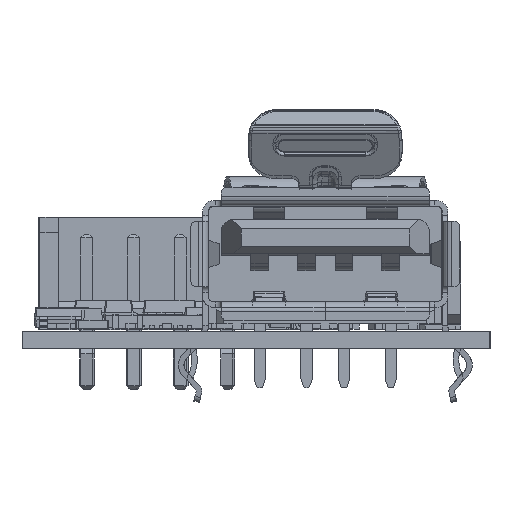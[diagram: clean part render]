
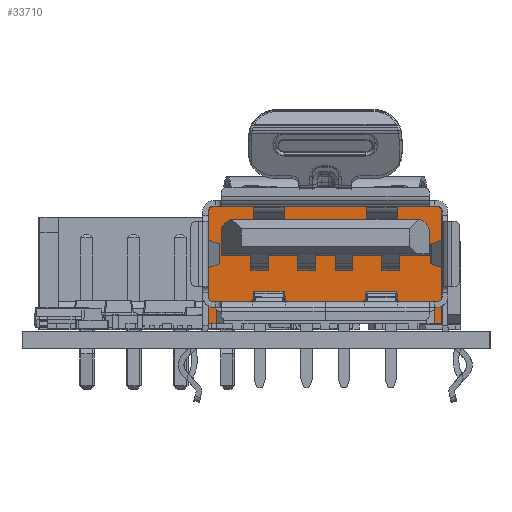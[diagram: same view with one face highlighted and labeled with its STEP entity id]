
A CAD part, left-side view. The second image highlights one B-rep face of the part: STEP entity #33710.
In plain terms, the highlighted face is planar.
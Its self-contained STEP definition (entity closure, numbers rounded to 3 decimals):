
#30639 = VERTEX_POINT('',#30640);
#30640 = CARTESIAN_POINT('',(-6.23,8.08,-5.228));
#30647 = EDGE_CURVE('',#30648,#30639,#30650,.T.);
#30648 = VERTEX_POINT('',#30649);
#30649 = CARTESIAN_POINT('',(-5.95,8.08,-5.42));
#30650 = CIRCLE('',#30651,0.3);
#30651 = AXIS2_PLACEMENT_3D('',#30652,#30653,#30654);
#30652 = CARTESIAN_POINT('',(-5.95,8.08,-5.12));
#30653 = DIRECTION('',(-0.,1.,0.));
#30654 = DIRECTION('',(1.,0.,0.));
#30671 = VERTEX_POINT('',#30672);
#30672 = CARTESIAN_POINT('',(-6.23,8.08,-5.651));
#31343 = EDGE_CURVE('',#31344,#30671,#31346,.T.);
#31344 = VERTEX_POINT('',#31345);
#31345 = CARTESIAN_POINT('',(-5.95,8.08,-5.72));
#31346 = CIRCLE('',#31347,0.6);
#31347 = AXIS2_PLACEMENT_3D('',#31348,#31349,#31350);
#31348 = CARTESIAN_POINT('',(-5.95,8.08,-5.12));
#31349 = DIRECTION('',(-0.,1.,0.));
#31350 = DIRECTION('',(1.,0.,0.));
#32079 = VERTEX_POINT('',#32080);
#32080 = CARTESIAN_POINT('',(6.23,8.08,-5.651));
#32090 = VERTEX_POINT('',#32091);
#32091 = CARTESIAN_POINT('',(5.95,8.08,-5.72));
#32097 = EDGE_CURVE('',#32079,#32090,#32098,.T.);
#32098 = CIRCLE('',#32099,0.6);
#32099 = AXIS2_PLACEMENT_3D('',#32100,#32101,#32102);
#32100 = CARTESIAN_POINT('',(5.95,8.08,-5.12));
#32101 = DIRECTION('',(0.,1.,0.));
#32102 = DIRECTION('',(1.,-0.,0.));
#32114 = VERTEX_POINT('',#32115);
#32115 = CARTESIAN_POINT('',(6.23,8.08,-5.228));
#32710 = VERTEX_POINT('',#32711);
#32711 = CARTESIAN_POINT('',(5.95,8.08,-5.42));
#32717 = EDGE_CURVE('',#32114,#32710,#32718,.T.);
#32718 = CIRCLE('',#32719,0.3);
#32719 = AXIS2_PLACEMENT_3D('',#32720,#32721,#32722);
#32720 = CARTESIAN_POINT('',(5.95,8.08,-5.12));
#32721 = DIRECTION('',(-0.,1.,0.));
#32722 = DIRECTION('',(1.,0.,0.));
#32967 = VERTEX_POINT('',#32968);
#32968 = CARTESIAN_POINT('',(-6.23,8.08,-0.61));
#32985 = VERTEX_POINT('',#32986);
#32986 = CARTESIAN_POINT('',(-6.23,8.08,-6.6));
#32992 = EDGE_CURVE('',#32985,#30671,#32993,.T.);
#32993 = LINE('',#32994,#32995);
#32994 = CARTESIAN_POINT('',(-6.23,8.08,-3.455));
#32995 = VECTOR('',#32996,1.);
#32996 = DIRECTION('',(0.,0.,1.));
#32999 = EDGE_CURVE('',#30639,#32967,#33000,.T.);
#33000 = LINE('',#33001,#33002);
#33001 = CARTESIAN_POINT('',(-6.23,8.08,-3.455));
#33002 = VECTOR('',#33003,1.);
#33003 = DIRECTION('',(0.,0.,1.));
#33176 = EDGE_CURVE('',#33177,#31344,#33179,.T.);
#33177 = VERTEX_POINT('',#33178);
#33178 = CARTESIAN_POINT('',(-0.01,8.08,-5.72));
#33179 = LINE('',#33180,#33181);
#33180 = CARTESIAN_POINT('',(-5.95,8.08,-5.72));
#33181 = VECTOR('',#33182,1.);
#33182 = DIRECTION('',(-1.,0.,0.));
#33512 = VERTEX_POINT('',#33513);
#33513 = CARTESIAN_POINT('',(-0.01,8.08,-5.42));
#33519 = EDGE_CURVE('',#33512,#30648,#33520,.T.);
#33520 = LINE('',#33521,#33522);
#33521 = CARTESIAN_POINT('',(-5.95,8.08,-5.42));
#33522 = VECTOR('',#33523,1.);
#33523 = DIRECTION('',(-1.,0.,0.));
#33710 = ADVANCED_FACE('',(#33711,#33763),#33879,.T.);
#33711 = FACE_BOUND('',#33712,.T.);
#33712 = EDGE_LOOP('',(#33713,#33724,#33732,#33741,#33749,#33757));
#33713 = ORIENTED_EDGE('',*,*,#33714,.T.);
#33714 = EDGE_CURVE('',#33715,#33717,#33719,.T.);
#33715 = VERTEX_POINT('',#33716);
#33716 = CARTESIAN_POINT('',(-5.55,8.08,-1.66));
#33717 = VERTEX_POINT('',#33718);
#33718 = CARTESIAN_POINT('',(-4.91,8.08,-1.02));
#33719 = CIRCLE('',#33720,0.64);
#33720 = AXIS2_PLACEMENT_3D('',#33721,#33722,#33723);
#33721 = CARTESIAN_POINT('',(-4.91,8.08,-1.66));
#33722 = DIRECTION('',(0.,1.,0.));
#33723 = DIRECTION('',(-1.,0.,0.));
#33724 = ORIENTED_EDGE('',*,*,#33725,.F.);
#33725 = EDGE_CURVE('',#33726,#33717,#33728,.T.);
#33726 = VERTEX_POINT('',#33727);
#33727 = CARTESIAN_POINT('',(4.91,8.08,-1.02));
#33728 = LINE('',#33729,#33730);
#33729 = CARTESIAN_POINT('',(0.,8.08,-1.02));
#33730 = VECTOR('',#33731,1.);
#33731 = DIRECTION('',(-1.,0.,0.));
#33732 = ORIENTED_EDGE('',*,*,#33733,.T.);
#33733 = EDGE_CURVE('',#33726,#33734,#33736,.T.);
#33734 = VERTEX_POINT('',#33735);
#33735 = CARTESIAN_POINT('',(5.55,8.08,-1.66));
#33736 = CIRCLE('',#33737,0.64);
#33737 = AXIS2_PLACEMENT_3D('',#33738,#33739,#33740);
#33738 = CARTESIAN_POINT('',(4.91,8.08,-1.66));
#33739 = DIRECTION('',(0.,1.,0.));
#33740 = DIRECTION('',(-1.,0.,0.));
#33741 = ORIENTED_EDGE('',*,*,#33742,.T.);
#33742 = EDGE_CURVE('',#33734,#33743,#33745,.T.);
#33743 = VERTEX_POINT('',#33744);
#33744 = CARTESIAN_POINT('',(5.55,8.08,-2.96));
#33745 = LINE('',#33746,#33747);
#33746 = CARTESIAN_POINT('',(5.55,8.08,-2.315));
#33747 = VECTOR('',#33748,1.);
#33748 = DIRECTION('',(0.,0.,-1.));
#33749 = ORIENTED_EDGE('',*,*,#33750,.F.);
#33750 = EDGE_CURVE('',#33751,#33743,#33753,.T.);
#33751 = VERTEX_POINT('',#33752);
#33752 = CARTESIAN_POINT('',(-5.55,8.08,-2.96));
#33753 = LINE('',#33754,#33755);
#33754 = CARTESIAN_POINT('',(0.,8.08,-2.96));
#33755 = VECTOR('',#33756,1.);
#33756 = DIRECTION('',(1.,0.,0.));
#33757 = ORIENTED_EDGE('',*,*,#33758,.T.);
#33758 = EDGE_CURVE('',#33751,#33715,#33759,.T.);
#33759 = LINE('',#33760,#33761);
#33760 = CARTESIAN_POINT('',(-5.55,8.08,-2.315));
#33761 = VECTOR('',#33762,1.);
#33762 = DIRECTION('',(0.,0.,1.));
#33763 = FACE_BOUND('',#33764,.T.);
#33764 = EDGE_LOOP('',(#33765,#33766,#33767,#33773,#33774,#33775,#33776,
    #33784,#33792,#33800,#33808,#33816,#33822,#33823,#33831,#33839,
    #33845,#33846,#33854,#33863,#33871,#33878));
#33765 = ORIENTED_EDGE('',*,*,#30647,.F.);
#33766 = ORIENTED_EDGE('',*,*,#33519,.F.);
#33767 = ORIENTED_EDGE('',*,*,#33768,.T.);
#33768 = EDGE_CURVE('',#33512,#33177,#33769,.T.);
#33769 = LINE('',#33770,#33771);
#33770 = CARTESIAN_POINT('',(-0.01,8.08,-10.787));
#33771 = VECTOR('',#33772,1.);
#33772 = DIRECTION('',(0.,0.,-1.));
#33773 = ORIENTED_EDGE('',*,*,#33176,.T.);
#33774 = ORIENTED_EDGE('',*,*,#31343,.T.);
#33775 = ORIENTED_EDGE('',*,*,#32992,.F.);
#33776 = ORIENTED_EDGE('',*,*,#33777,.T.);
#33777 = EDGE_CURVE('',#32985,#33778,#33780,.T.);
#33778 = VERTEX_POINT('',#33779);
#33779 = CARTESIAN_POINT('',(-5.83,8.08,-6.6));
#33780 = LINE('',#33781,#33782);
#33781 = CARTESIAN_POINT('',(0.,8.08,-6.6));
#33782 = VECTOR('',#33783,1.);
#33783 = DIRECTION('',(1.,0.,0.));
#33784 = ORIENTED_EDGE('',*,*,#33785,.T.);
#33785 = EDGE_CURVE('',#33778,#33786,#33788,.T.);
#33786 = VERTEX_POINT('',#33787);
#33787 = CARTESIAN_POINT('',(-5.83,8.08,-5.74));
#33788 = LINE('',#33789,#33790);
#33789 = CARTESIAN_POINT('',(-5.83,8.08,-6.17));
#33790 = VECTOR('',#33791,1.);
#33791 = DIRECTION('',(0.,0.,1.));
#33792 = ORIENTED_EDGE('',*,*,#33793,.F.);
#33793 = EDGE_CURVE('',#33794,#33786,#33796,.T.);
#33794 = VERTEX_POINT('',#33795);
#33795 = CARTESIAN_POINT('',(5.83,8.08,-5.74));
#33796 = LINE('',#33797,#33798);
#33797 = CARTESIAN_POINT('',(0.,8.08,-5.74));
#33798 = VECTOR('',#33799,1.);
#33799 = DIRECTION('',(-1.,0.,0.));
#33800 = ORIENTED_EDGE('',*,*,#33801,.T.);
#33801 = EDGE_CURVE('',#33794,#33802,#33804,.T.);
#33802 = VERTEX_POINT('',#33803);
#33803 = CARTESIAN_POINT('',(5.83,8.08,-6.6));
#33804 = LINE('',#33805,#33806);
#33805 = CARTESIAN_POINT('',(5.83,8.08,-6.17));
#33806 = VECTOR('',#33807,1.);
#33807 = DIRECTION('',(0.,0.,-1.));
#33808 = ORIENTED_EDGE('',*,*,#33809,.F.);
#33809 = EDGE_CURVE('',#33810,#33802,#33812,.T.);
#33810 = VERTEX_POINT('',#33811);
#33811 = CARTESIAN_POINT('',(6.23,8.08,-6.6));
#33812 = LINE('',#33813,#33814);
#33813 = CARTESIAN_POINT('',(0.,8.08,-6.6));
#33814 = VECTOR('',#33815,1.);
#33815 = DIRECTION('',(-1.,0.,0.));
#33816 = ORIENTED_EDGE('',*,*,#33817,.T.);
#33817 = EDGE_CURVE('',#33810,#32079,#33818,.T.);
#33818 = LINE('',#33819,#33820);
#33819 = CARTESIAN_POINT('',(6.23,8.08,-3.605));
#33820 = VECTOR('',#33821,1.);
#33821 = DIRECTION('',(0.,0.,1.));
#33822 = ORIENTED_EDGE('',*,*,#32097,.T.);
#33823 = ORIENTED_EDGE('',*,*,#33824,.T.);
#33824 = EDGE_CURVE('',#32090,#33825,#33827,.T.);
#33825 = VERTEX_POINT('',#33826);
#33826 = CARTESIAN_POINT('',(0.01,8.08,-5.72));
#33827 = LINE('',#33828,#33829);
#33828 = CARTESIAN_POINT('',(-5.95,8.08,-5.72));
#33829 = VECTOR('',#33830,1.);
#33830 = DIRECTION('',(-1.,0.,0.));
#33831 = ORIENTED_EDGE('',*,*,#33832,.T.);
#33832 = EDGE_CURVE('',#33825,#33833,#33835,.T.);
#33833 = VERTEX_POINT('',#33834);
#33834 = CARTESIAN_POINT('',(0.01,8.08,-5.42));
#33835 = LINE('',#33836,#33837);
#33836 = CARTESIAN_POINT('',(0.01,8.08,-10.787));
#33837 = VECTOR('',#33838,1.);
#33838 = DIRECTION('',(0.,0.,1.));
#33839 = ORIENTED_EDGE('',*,*,#33840,.F.);
#33840 = EDGE_CURVE('',#32710,#33833,#33841,.T.);
#33841 = LINE('',#33842,#33843);
#33842 = CARTESIAN_POINT('',(-5.95,8.08,-5.42));
#33843 = VECTOR('',#33844,1.);
#33844 = DIRECTION('',(-1.,0.,0.));
#33845 = ORIENTED_EDGE('',*,*,#32717,.F.);
#33846 = ORIENTED_EDGE('',*,*,#33847,.T.);
#33847 = EDGE_CURVE('',#32114,#33848,#33850,.T.);
#33848 = VERTEX_POINT('',#33849);
#33849 = CARTESIAN_POINT('',(6.23,8.08,-0.61));
#33850 = LINE('',#33851,#33852);
#33851 = CARTESIAN_POINT('',(6.23,8.08,-3.605));
#33852 = VECTOR('',#33853,1.);
#33853 = DIRECTION('',(0.,0.,1.));
#33854 = ORIENTED_EDGE('',*,*,#33855,.T.);
#33855 = EDGE_CURVE('',#33848,#33856,#33858,.T.);
#33856 = VERTEX_POINT('',#33857);
#33857 = CARTESIAN_POINT('',(5.93,8.08,-0.31));
#33858 = CIRCLE('',#33859,0.3);
#33859 = AXIS2_PLACEMENT_3D('',#33860,#33861,#33862);
#33860 = CARTESIAN_POINT('',(5.93,8.08,-0.61));
#33861 = DIRECTION('',(0.,-1.,0.));
#33862 = DIRECTION('',(1.,0.,0.));
#33863 = ORIENTED_EDGE('',*,*,#33864,.F.);
#33864 = EDGE_CURVE('',#33865,#33856,#33867,.T.);
#33865 = VERTEX_POINT('',#33866);
#33866 = CARTESIAN_POINT('',(-5.93,8.08,-0.31));
#33867 = LINE('',#33868,#33869);
#33868 = CARTESIAN_POINT('',(0.,8.08,-0.31));
#33869 = VECTOR('',#33870,1.);
#33870 = DIRECTION('',(1.,0.,0.));
#33871 = ORIENTED_EDGE('',*,*,#33872,.T.);
#33872 = EDGE_CURVE('',#33865,#32967,#33873,.T.);
#33873 = CIRCLE('',#33874,0.3);
#33874 = AXIS2_PLACEMENT_3D('',#33875,#33876,#33877);
#33875 = CARTESIAN_POINT('',(-5.93,8.08,-0.61));
#33876 = DIRECTION('',(0.,-1.,0.));
#33877 = DIRECTION('',(-1.,0.,0.));
#33878 = ORIENTED_EDGE('',*,*,#32999,.F.);
#33879 = PLANE('',#33880);
#33880 = AXIS2_PLACEMENT_3D('',#33881,#33882,#33883);
#33881 = CARTESIAN_POINT('',(0.,8.08,-2.86));
#33882 = DIRECTION('',(0.,-1.,0.));
#33883 = DIRECTION('',(0.,0.,-1.));
